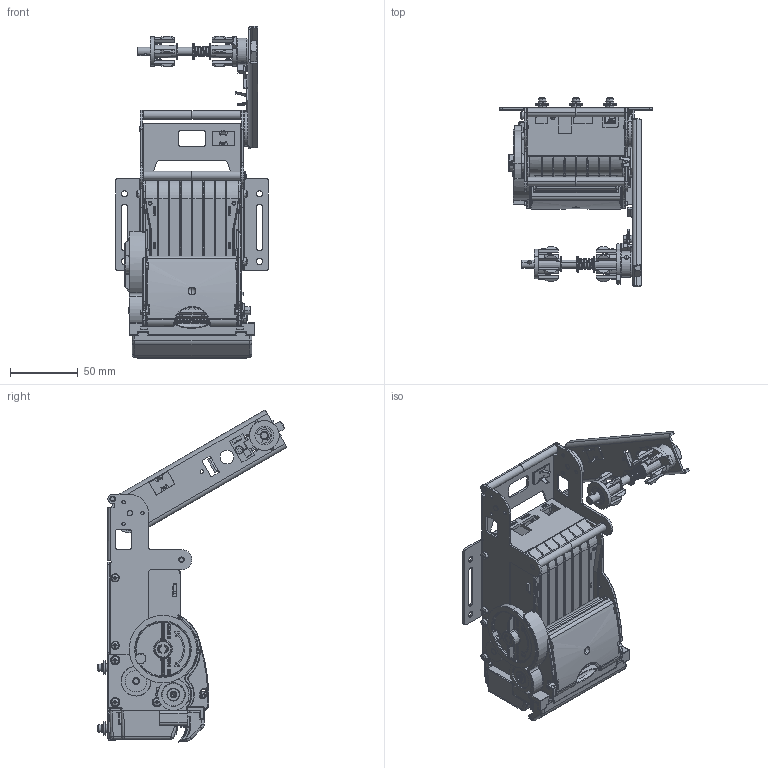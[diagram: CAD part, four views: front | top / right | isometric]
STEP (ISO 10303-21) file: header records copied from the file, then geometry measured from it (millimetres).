
FILE_DESCRIPTION((''),'2;1');
FILE_NAME('D-684-396_X56_XF-ROLL_HOLDER_ASM','2022-12-01T',('jozef.kellner'),(''),'CREO PARAMETRIC BY PTC INC, 2018360','CREO PARAMETRIC BY PTC INC, 2018360','');
FILE_SCHEMA(('AUTOMOTIVE_DESIGN { 1 0 10303 214 1 1 1 1 }'));
Products named in the file (2): D-684-396_X56_XF_ROLL_HOLDER; D-684-396_X56_XF-ROLL_HOLDER_ASM
Assembly tree (1 placements, depth 2):
  D-684-396_X56_XF-ROLL_HOLDER_ASM
    D-684-396_X56_XF_ROLL_HOLDER
Bounding box: 113.3 x 140.46 x 245.86 mm (x, y, z)
Surface area: 195063.1 mm2 (no closed solid volume)
Topology: 0 solids, 235 shells, 4475 faces, 16041 edges, 11408 vertices
Faces by surface type: plane 2350, cylinder 1362, cone 236, torus 216, bspline 168, sphere 138, revolution 5
Entity records: 225227 total; most frequent: CARTESIAN_POINT 61603, ORIENTED_EDGE 25792, DIRECTION 25433, EDGE_CURVE 15902, VERTEX_POINT 11407, VECTOR 9844, LINE 9844, AXIS2_PLACEMENT_3D 7792
